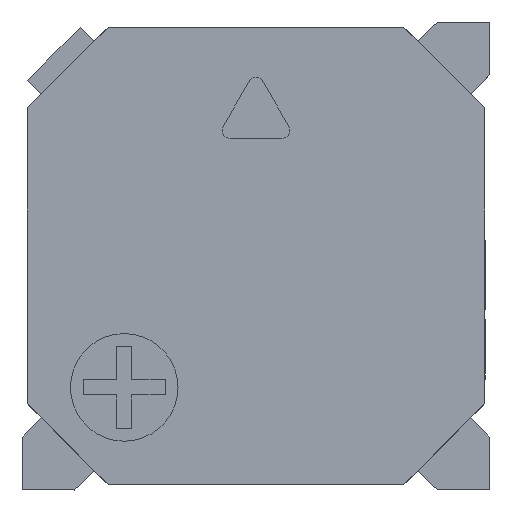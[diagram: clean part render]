
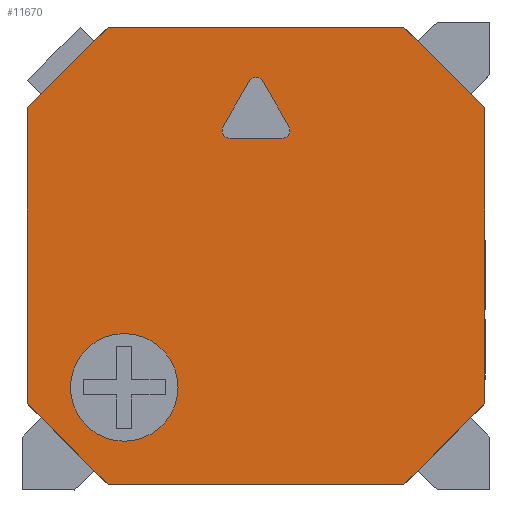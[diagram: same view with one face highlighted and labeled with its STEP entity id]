
A CAD part, top view. The second image highlights one B-rep face of the part: STEP entity #11670.
In plain terms, the highlighted planar face has unit normal (0, 0, 1).
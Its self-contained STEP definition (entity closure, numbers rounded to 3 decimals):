
#138 = LINE ( 'NONE', #8523, #4424 ) ;
#372 = AXIS2_PLACEMENT_3D ( 'NONE', #14711, #2571, #4158 ) ;
#468 = FACE_BOUND ( 'NONE', #16561, .T. ) ;
#508 = DIRECTION ( 'NONE',  ( 0., 0., 1. ) ) ;
#536 = DIRECTION ( 'NONE',  ( 1., 0., 0. ) ) ;
#612 = CARTESIAN_POINT ( 'NONE',  ( 0.481, 2.328, 4.01 ) ) ;
#642 = LINE ( 'NONE', #4709, #2204 ) ;
#714 = ORIENTED_EDGE ( 'NONE', *, *, #5192, .F. ) ;
#740 = VECTOR ( 'NONE', #11740, 1000. ) ;
#751 = CARTESIAN_POINT ( 'NONE',  ( 4.25, 2.75, 4.01 ) ) ;
#763 = ORIENTED_EDGE ( 'NONE', *, *, #14841, .F. ) ;
#1003 = AXIS2_PLACEMENT_3D ( 'NONE', #15681, #7164, #11264 ) ;
#1030 = LINE ( 'NONE', #5289, #10837 ) ;
#1102 = ORIENTED_EDGE ( 'NONE', *, *, #14283, .T. ) ;
#1148 = DIRECTION ( 'NONE',  ( 1., 0., 0. ) ) ;
#1342 = ORIENTED_EDGE ( 'NONE', *, *, #17368, .T. ) ;
#1433 = VERTEX_POINT ( 'NONE', #751 ) ;
#1939 = CARTESIAN_POINT ( 'NONE',  ( 0.611, 2.403, 4.01 ) ) ;
#2048 = DIRECTION ( 'NONE',  ( 0., 0., 1. ) ) ;
#2128 = CARTESIAN_POINT ( 'NONE',  ( -0.13, 3.236, 4.01 ) ) ;
#2130 = CIRCLE ( 'NONE', #1003, 0.15 ) ;
#2204 = VECTOR ( 'NONE', #6043, 1000. ) ;
#2370 = EDGE_CURVE ( 'NONE', #2971, #10129, #1030, .T. ) ;
#2533 = LINE ( 'NONE', #5103, #740 ) ;
#2571 = DIRECTION ( 'NONE',  ( 0., 0., 1. ) ) ;
#2603 = CARTESIAN_POINT ( 'NONE',  ( -2.75, -4.25, 4.01 ) ) ;
#2916 = DIRECTION ( 'NONE',  ( 1., 0., 0. ) ) ;
#2971 = VERTEX_POINT ( 'NONE', #9820 ) ;
#3428 = CARTESIAN_POINT ( 'NONE',  ( -4.25, -2.75, 4.01 ) ) ;
#3491 = DIRECTION ( 'NONE',  ( -1., 0., 0. ) ) ;
#3638 = EDGE_CURVE ( 'NONE', #4024, #13062, #8560, .T. ) ;
#3846 = VECTOR ( 'NONE', #6384, 1000. ) ;
#3962 = CARTESIAN_POINT ( 'NONE',  ( 0., 0., 4.01 ) ) ;
#4024 = VERTEX_POINT ( 'NONE', #8541 ) ;
#4158 = DIRECTION ( 'NONE',  ( 1., 0., 0. ) ) ;
#4424 = VECTOR ( 'NONE', #15188, 1000. ) ;
#4665 = VECTOR ( 'NONE', #7757, 1000. ) ;
#4709 = CARTESIAN_POINT ( 'NONE',  ( -2.75, -4.25, 4.01 ) ) ;
#5103 = CARTESIAN_POINT ( 'NONE',  ( 2.75, -4.25, 4.01 ) ) ;
#5139 = LINE ( 'NONE', #13200, #9888 ) ;
#5177 = VERTEX_POINT ( 'NONE', #13617 ) ;
#5192 = EDGE_CURVE ( 'NONE', #10220, #6777, #9742, .T. ) ;
#5289 = CARTESIAN_POINT ( 'NONE',  ( -2.75, 4.25, 4.01 ) ) ;
#5393 = ORIENTED_EDGE ( 'NONE', *, *, #17155, .F. ) ;
#5561 = VERTEX_POINT ( 'NONE', #9615 ) ;
#5809 = VECTOR ( 'NONE', #15329, 1000. ) ;
#6043 = DIRECTION ( 'NONE',  ( 1., 0., 0. ) ) ;
#6096 = AXIS2_PLACEMENT_3D ( 'NONE', #10800, #15042, #2916 ) ;
#6318 = EDGE_CURVE ( 'NONE', #7912, #9285, #138, .T. ) ;
#6371 = VECTOR ( 'NONE', #15088, 1000. ) ;
#6384 = DIRECTION ( 'NONE',  ( -0.5, -0.866, 0. ) ) ;
#6501 = CARTESIAN_POINT ( 'NONE',  ( -2.45, -2.45, 4.01 ) ) ;
#6705 = EDGE_LOOP ( 'NONE', ( #17122, #7141, #12531, #6838, #1342, #15292, #13319, #1102 ) ) ;
#6777 = VERTEX_POINT ( 'NONE', #10114 ) ;
#6838 = ORIENTED_EDGE ( 'NONE', *, *, #15863, .T. ) ;
#7043 = CARTESIAN_POINT ( 'NONE',  ( 0.481, 2.328, 4.01 ) ) ;
#7141 = ORIENTED_EDGE ( 'NONE', *, *, #11648, .T. ) ;
#7164 = DIRECTION ( 'NONE',  ( 0., 0., 1. ) ) ;
#7248 = ORIENTED_EDGE ( 'NONE', *, *, #10643, .F. ) ;
#7485 = AXIS2_PLACEMENT_3D ( 'NONE', #3962, #2048, #1148 ) ;
#7504 = DIRECTION ( 'NONE',  ( 0., 0., 1. ) ) ;
#7646 = CARTESIAN_POINT ( 'NONE',  ( 0.481, 2.178, 4.01 ) ) ;
#7757 = DIRECTION ( 'NONE',  ( 0.707, -0.707, 0. ) ) ;
#7912 = VERTEX_POINT ( 'NONE', #11144 ) ;
#8113 = AXIS2_PLACEMENT_3D ( 'NONE', #6501, #9247, #11973 ) ;
#8261 = CARTESIAN_POINT ( 'NONE',  ( -0.481, 2.178, 4.01 ) ) ;
#8437 = CARTESIAN_POINT ( 'NONE',  ( -4.25, -2.75, 4.01 ) ) ;
#8484 = VERTEX_POINT ( 'NONE', #2603 ) ;
#8523 = CARTESIAN_POINT ( 'NONE',  ( -4.25, -2.75, 4.01 ) ) ;
#8541 = CARTESIAN_POINT ( 'NONE',  ( -1.45, -2.45, 4.01 ) ) ;
#8560 = CIRCLE ( 'NONE', #372, 1. ) ;
#8587 = AXIS2_PLACEMENT_3D ( 'NONE', #7043, #508, #16275 ) ;
#8595 = FACE_OUTER_BOUND ( 'NONE', #6705, .T. ) ;
#8833 = LINE ( 'NONE', #2128, #3846 ) ;
#9247 = DIRECTION ( 'NONE',  ( 0., 0., 1. ) ) ;
#9285 = VERTEX_POINT ( 'NONE', #8437 ) ;
#9602 = VECTOR ( 'NONE', #17258, 1000. ) ;
#9615 = CARTESIAN_POINT ( 'NONE',  ( 2.75, -4.25, 4.01 ) ) ;
#9742 = CIRCLE ( 'NONE', #8587, 0.15 ) ;
#9797 = EDGE_CURVE ( 'NONE', #14645, #5177, #2130, .T. ) ;
#9820 = CARTESIAN_POINT ( 'NONE',  ( 2.75, 4.25, 4.01 ) ) ;
#9888 = VECTOR ( 'NONE', #14530, 1000. ) ;
#10086 = VERTEX_POINT ( 'NONE', #13614 ) ;
#10114 = CARTESIAN_POINT ( 'NONE',  ( 0.631, 2.328, 4.01 ) ) ;
#10129 = VERTEX_POINT ( 'NONE', #17484 ) ;
#10220 = VERTEX_POINT ( 'NONE', #7646 ) ;
#10438 = LINE ( 'NONE', #3428, #4665 ) ;
#10643 = EDGE_CURVE ( 'NONE', #6777, #12646, #16406, .T. ) ;
#10800 = CARTESIAN_POINT ( 'NONE',  ( -0.481, 2.328, 4.01 ) ) ;
#10837 = VECTOR ( 'NONE', #3491, 1000. ) ;
#10980 = ORIENTED_EDGE ( 'NONE', *, *, #12597, .F. ) ;
#11144 = CARTESIAN_POINT ( 'NONE',  ( -4.25, 2.75, 4.01 ) ) ;
#11183 = FACE_BOUND ( 'NONE', #14653, .T. ) ;
#11264 = DIRECTION ( 'NONE',  ( -1., 0., 0. ) ) ;
#11330 = EDGE_CURVE ( 'NONE', #11839, #10220, #12158, .T. ) ;
#11344 = CARTESIAN_POINT ( 'NONE',  ( -4.25, 2.75, 4.01 ) ) ;
#11648 = EDGE_CURVE ( 'NONE', #10129, #7912, #16739, .T. ) ;
#11670 = ADVANCED_FACE ( 'NONE', ( #11183, #468, #8595 ), #14017, .T. ) ;
#11740 = DIRECTION ( 'NONE',  ( 0.707, 0.707, 0. ) ) ;
#11839 = VERTEX_POINT ( 'NONE', #12354 ) ;
#11973 = DIRECTION ( 'NONE',  ( 1., 0., 0. ) ) ;
#12158 = LINE ( 'NONE', #8261, #6371 ) ;
#12175 = EDGE_CURVE ( 'NONE', #5561, #15577, #2533, .T. ) ;
#12354 = CARTESIAN_POINT ( 'NONE',  ( -0.481, 2.178, 4.01 ) ) ;
#12531 = ORIENTED_EDGE ( 'NONE', *, *, #6318, .T. ) ;
#12597 = EDGE_CURVE ( 'NONE', #5177, #10086, #8833, .T. ) ;
#12646 = VERTEX_POINT ( 'NONE', #17061 ) ;
#12870 = CIRCLE ( 'NONE', #6096, 0.15 ) ;
#12900 = ORIENTED_EDGE ( 'NONE', *, *, #11330, .F. ) ;
#12961 = EDGE_CURVE ( 'NONE', #12646, #14645, #16948, .T. ) ;
#13062 = VERTEX_POINT ( 'NONE', #13779 ) ;
#13200 = CARTESIAN_POINT ( 'NONE',  ( 4.25, -2.75, 4.01 ) ) ;
#13319 = ORIENTED_EDGE ( 'NONE', *, *, #14709, .T. ) ;
#13614 = CARTESIAN_POINT ( 'NONE',  ( -0.611, 2.403, 4.01 ) ) ;
#13617 = CARTESIAN_POINT ( 'NONE',  ( -0.13, 3.236, 4.01 ) ) ;
#13779 = CARTESIAN_POINT ( 'NONE',  ( -3.45, -2.45, 4.01 ) ) ;
#14017 = PLANE ( 'NONE',  #7485 ) ;
#14070 = VECTOR ( 'NONE', #14231, 1000. ) ;
#14231 = DIRECTION ( 'NONE',  ( -0.5, 0.866, 0. ) ) ;
#14283 = EDGE_CURVE ( 'NONE', #1433, #2971, #17346, .T. ) ;
#14530 = DIRECTION ( 'NONE',  ( 0., 1., 0. ) ) ;
#14645 = VERTEX_POINT ( 'NONE', #16808 ) ;
#14653 = EDGE_LOOP ( 'NONE', ( #714, #12900, #763, #10980, #15929, #14681, #7248 ) ) ;
#14681 = ORIENTED_EDGE ( 'NONE', *, *, #12961, .F. ) ;
#14709 = EDGE_CURVE ( 'NONE', #15577, #1433, #5139, .T. ) ;
#14711 = CARTESIAN_POINT ( 'NONE',  ( -2.45, -2.45, 4.01 ) ) ;
#14723 = CARTESIAN_POINT ( 'NONE',  ( 2.75, 4.25, 4.01 ) ) ;
#14841 = EDGE_CURVE ( 'NONE', #10086, #11839, #12870, .T. ) ;
#14880 = CARTESIAN_POINT ( 'NONE',  ( 4.25, -2.75, 4.01 ) ) ;
#15042 = DIRECTION ( 'NONE',  ( 0., 0., 1. ) ) ;
#15088 = DIRECTION ( 'NONE',  ( 1., 0., 0. ) ) ;
#15188 = DIRECTION ( 'NONE',  ( 0., -1., 0. ) ) ;
#15292 = ORIENTED_EDGE ( 'NONE', *, *, #12175, .T. ) ;
#15329 = DIRECTION ( 'NONE',  ( -0.707, -0.707, 0. ) ) ;
#15577 = VERTEX_POINT ( 'NONE', #14880 ) ;
#15681 = CARTESIAN_POINT ( 'NONE',  ( 0., 3.161, 4.01 ) ) ;
#15766 = CIRCLE ( 'NONE', #8113, 1. ) ;
#15863 = EDGE_CURVE ( 'NONE', #9285, #8484, #10438, .T. ) ;
#15929 = ORIENTED_EDGE ( 'NONE', *, *, #9797, .F. ) ;
#16141 = AXIS2_PLACEMENT_3D ( 'NONE', #612, #7504, #536 ) ;
#16275 = DIRECTION ( 'NONE',  ( 1., 0., 0. ) ) ;
#16349 = ORIENTED_EDGE ( 'NONE', *, *, #3638, .F. ) ;
#16406 = CIRCLE ( 'NONE', #16141, 0.15 ) ;
#16561 = EDGE_LOOP ( 'NONE', ( #5393, #16349 ) ) ;
#16739 = LINE ( 'NONE', #11344, #5809 ) ;
#16808 = CARTESIAN_POINT ( 'NONE',  ( 0.13, 3.236, 4.01 ) ) ;
#16948 = LINE ( 'NONE', #1939, #14070 ) ;
#17061 = CARTESIAN_POINT ( 'NONE',  ( 0.611, 2.403, 4.01 ) ) ;
#17122 = ORIENTED_EDGE ( 'NONE', *, *, #2370, .T. ) ;
#17155 = EDGE_CURVE ( 'NONE', #13062, #4024, #15766, .T. ) ;
#17258 = DIRECTION ( 'NONE',  ( -0.707, 0.707, 0. ) ) ;
#17346 = LINE ( 'NONE', #14723, #9602 ) ;
#17368 = EDGE_CURVE ( 'NONE', #8484, #5561, #642, .T. ) ;
#17484 = CARTESIAN_POINT ( 'NONE',  ( -2.75, 4.25, 4.01 ) ) ;
